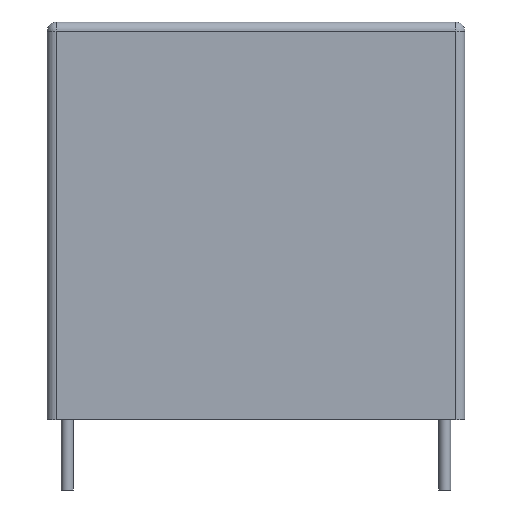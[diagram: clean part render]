
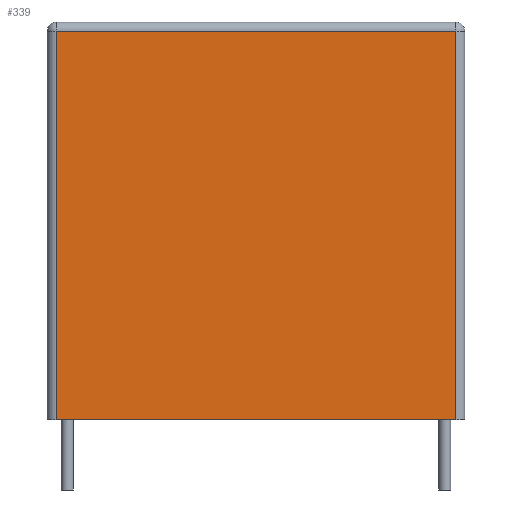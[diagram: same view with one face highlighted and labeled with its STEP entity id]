
A CAD part, front view. The second image highlights one B-rep face of the part: STEP entity #339.
In plain terms, the highlighted planar face has unit normal (0, -1, 0).
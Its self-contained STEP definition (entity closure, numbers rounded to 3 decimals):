
#80 = VERTEX_POINT('',#81);
#81 = CARTESIAN_POINT('',(-19.85,-10.,0.));
#88 = EDGE_CURVE('',#89,#80,#91,.T.);
#89 = VERTEX_POINT('',#90);
#90 = CARTESIAN_POINT('',(19.85,-10.,0.));
#91 = LINE('',#92,#93);
#92 = CARTESIAN_POINT('',(20.75,-10.,0.));
#93 = VECTOR('',#94,1.);
#94 = DIRECTION('',(-1.,0.,0.));
#294 = EDGE_CURVE('',#80,#295,#297,.T.);
#295 = VERTEX_POINT('',#296);
#296 = CARTESIAN_POINT('',(-19.85,-10.,38.6));
#297 = LINE('',#298,#299);
#298 = CARTESIAN_POINT('',(-19.85,-10.,0.));
#299 = VECTOR('',#300,1.);
#300 = DIRECTION('',(0.,0.,1.));
#319 = EDGE_CURVE('',#89,#320,#322,.T.);
#320 = VERTEX_POINT('',#321);
#321 = CARTESIAN_POINT('',(19.85,-10.,38.6));
#322 = LINE('',#323,#324);
#323 = CARTESIAN_POINT('',(19.85,-10.,0.));
#324 = VECTOR('',#325,1.);
#325 = DIRECTION('',(0.,0.,1.));
#339 = ADVANCED_FACE('',(#340),#351,.T.);
#340 = FACE_BOUND('',#341,.T.);
#341 = EDGE_LOOP('',(#342,#343,#344,#350));
#342 = ORIENTED_EDGE('',*,*,#88,.F.);
#343 = ORIENTED_EDGE('',*,*,#319,.T.);
#344 = ORIENTED_EDGE('',*,*,#345,.T.);
#345 = EDGE_CURVE('',#320,#295,#346,.T.);
#346 = LINE('',#347,#348);
#347 = CARTESIAN_POINT('',(20.75,-10.,38.6));
#348 = VECTOR('',#349,1.);
#349 = DIRECTION('',(-1.,0.,0.));
#350 = ORIENTED_EDGE('',*,*,#294,.F.);
#351 = PLANE('',#352);
#352 = AXIS2_PLACEMENT_3D('',#353,#354,#355);
#353 = CARTESIAN_POINT('',(20.75,-10.,0.));
#354 = DIRECTION('',(0.,-1.,0.));
#355 = DIRECTION('',(-1.,0.,0.));
